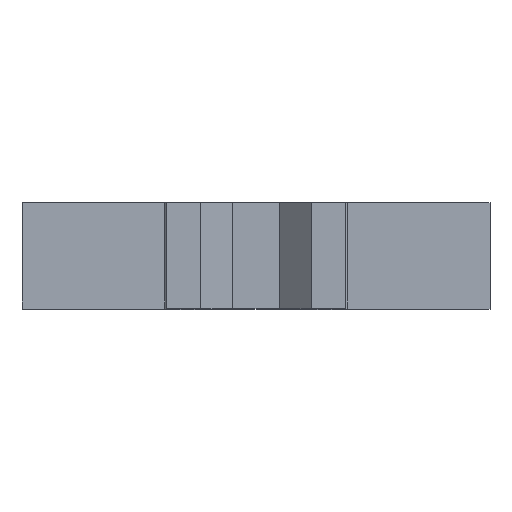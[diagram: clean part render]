
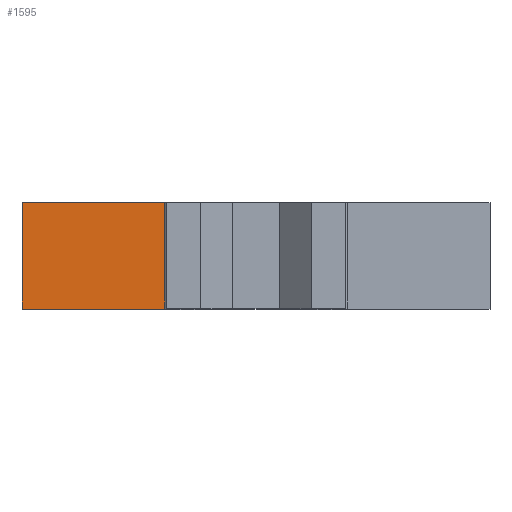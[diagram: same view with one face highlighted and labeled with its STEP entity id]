
A CAD part, top view. The second image highlights one B-rep face of the part: STEP entity #1595.
In plain terms, the highlighted planar face has unit normal (0, 0, 1).
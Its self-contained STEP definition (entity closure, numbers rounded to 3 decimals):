
#19=PLANE('',#1780);
#110=LINE('',#2684,#254);
#125=LINE('',#2737,#269);
#126=LINE('',#2740,#270);
#127=LINE('',#2741,#271);
#254=VECTOR('',#2067,10.);
#269=VECTOR('',#2132,10.);
#270=VECTOR('',#2135,10.);
#271=VECTOR('',#2136,10.);
#421=FACE_OUTER_BOUND('',#512,.T.);
#512=EDGE_LOOP('',(#1301,#1302,#1303,#1304));
#748=VERTEX_POINT('',#2681);
#749=VERTEX_POINT('',#2683);
#761=VERTEX_POINT('',#2733);
#763=VERTEX_POINT('',#2739);
#936=EDGE_CURVE('',#748,#749,#110,.T.);
#963=EDGE_CURVE('',#761,#749,#125,.T.);
#964=EDGE_CURVE('',#763,#761,#126,.T.);
#965=EDGE_CURVE('',#763,#748,#127,.T.);
#1301=ORIENTED_EDGE('',*,*,#964,.T.);
#1302=ORIENTED_EDGE('',*,*,#963,.T.);
#1303=ORIENTED_EDGE('',*,*,#936,.F.);
#1304=ORIENTED_EDGE('',*,*,#965,.F.);
#1595=ADVANCED_FACE('',(#421),#19,.T.);
#1780=AXIS2_PLACEMENT_3D('',#2738,#2133,#2134);
#2067=DIRECTION('',(1.,0.,0.));
#2132=DIRECTION('',(0.,1.,0.));
#2133=DIRECTION('center_axis',(0.,0.,1.));
#2134=DIRECTION('ref_axis',(1.,0.,0.));
#2135=DIRECTION('',(1.,0.,0.));
#2136=DIRECTION('',(0.,1.,0.));
#2681=CARTESIAN_POINT('',(-11.,5.,4.2));
#2683=CARTESIAN_POINT('',(-4.285,5.,4.2));
#2684=CARTESIAN_POINT('',(-11.,5.,4.2));
#2733=CARTESIAN_POINT('',(-4.285,0.,4.2));
#2737=CARTESIAN_POINT('',(-4.285,0.,4.2));
#2738=CARTESIAN_POINT('Origin',(-11.,0.,4.2));
#2739=CARTESIAN_POINT('',(-11.,0.,4.2));
#2740=CARTESIAN_POINT('',(-11.,0.,4.2));
#2741=CARTESIAN_POINT('',(-11.,0.,4.2));
